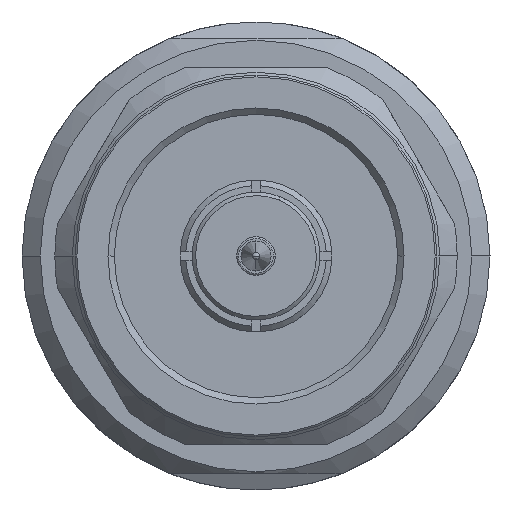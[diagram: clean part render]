
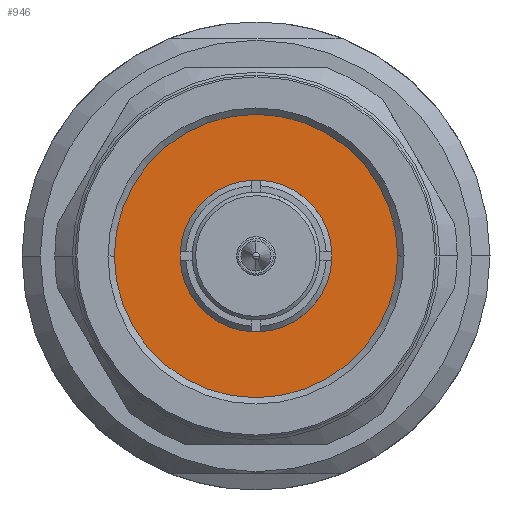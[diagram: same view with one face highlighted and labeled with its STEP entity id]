
A CAD part, left-side view. The second image highlights one B-rep face of the part: STEP entity #946.
In plain terms, the highlighted planar face has unit normal (-1, 0, 0).
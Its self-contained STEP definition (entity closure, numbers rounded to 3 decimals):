
#74 = DIRECTION ( 'NONE',  ( 0., 0., -1. ) ) ;
#120 = ORIENTED_EDGE ( 'NONE', *, *, #3754, .T. ) ;
#186 = VERTEX_POINT ( 'NONE', #3727 ) ;
#385 = FACE_OUTER_BOUND ( 'NONE', #4171, .T. ) ;
#450 = CIRCLE ( 'NONE', #3905, 4.15 ) ;
#549 = AXIS2_PLACEMENT_3D ( 'NONE', #3209, #1497, #74 ) ;
#628 = EDGE_LOOP ( 'NONE', ( #120, #3127 ) ) ;
#946 = ADVANCED_FACE ( 'NONE', ( #2795, #385 ), #4305, .F. ) ;
#1041 = CARTESIAN_POINT ( 'NONE',  ( 8.8, 0., 0. ) ) ;
#1129 = AXIS2_PLACEMENT_3D ( 'NONE', #3331, #1610, #4053 ) ;
#1258 = DIRECTION ( 'NONE',  ( 0., 0., 1. ) ) ;
#1497 = DIRECTION ( 'NONE',  ( 1., 0., 0. ) ) ;
#1610 = DIRECTION ( 'NONE',  ( 1., 0., 0. ) ) ;
#1955 = DIRECTION ( 'NONE',  ( 1., 0., 0. ) ) ;
#2025 = DIRECTION ( 'NONE',  ( 0., 0., -1. ) ) ;
#2040 = AXIS2_PLACEMENT_3D ( 'NONE', #2682, #1955, #1258 ) ;
#2068 = EDGE_CURVE ( 'NONE', #2713, #3958, #4252, .T. ) ;
#2099 = DIRECTION ( 'NONE',  ( 0., 0., -1. ) ) ;
#2154 = ORIENTED_EDGE ( 'NONE', *, *, #2068, .F. ) ;
#2303 = AXIS2_PLACEMENT_3D ( 'NONE', #4111, #4467, #2025 ) ;
#2361 = CIRCLE ( 'NONE', #2303, 4.15 ) ;
#2634 = CIRCLE ( 'NONE', #1129, 8. ) ;
#2682 = CARTESIAN_POINT ( 'NONE',  ( 8.8, 0., 0. ) ) ;
#2713 = VERTEX_POINT ( 'NONE', #3476 ) ;
#2770 = VERTEX_POINT ( 'NONE', #4254 ) ;
#2795 = FACE_BOUND ( 'NONE', #628, .T. ) ;
#3127 = ORIENTED_EDGE ( 'NONE', *, *, #3401, .T. ) ;
#3209 = CARTESIAN_POINT ( 'NONE',  ( 8.8, 4., 0. ) ) ;
#3331 = CARTESIAN_POINT ( 'NONE',  ( 8.8, 0., 0. ) ) ;
#3401 = EDGE_CURVE ( 'NONE', #186, #2770, #450, .T. ) ;
#3476 = CARTESIAN_POINT ( 'NONE',  ( 8.8, 0., -8. ) ) ;
#3727 = CARTESIAN_POINT ( 'NONE',  ( 8.8, -4.15, 0. ) ) ;
#3754 = EDGE_CURVE ( 'NONE', #2770, #186, #2361, .T. ) ;
#3799 = DIRECTION ( 'NONE',  ( 1., 0., 0. ) ) ;
#3905 = AXIS2_PLACEMENT_3D ( 'NONE', #1041, #3799, #2099 ) ;
#3925 = EDGE_CURVE ( 'NONE', #3958, #2713, #2634, .T. ) ;
#3958 = VERTEX_POINT ( 'NONE', #3988 ) ;
#3988 = CARTESIAN_POINT ( 'NONE',  ( 8.8, 0., 8. ) ) ;
#4053 = DIRECTION ( 'NONE',  ( 0., 0., 1. ) ) ;
#4111 = CARTESIAN_POINT ( 'NONE',  ( 8.8, 0., 0. ) ) ;
#4171 = EDGE_LOOP ( 'NONE', ( #4285, #2154 ) ) ;
#4252 = CIRCLE ( 'NONE', #2040, 8. ) ;
#4254 = CARTESIAN_POINT ( 'NONE',  ( 8.8, 4.15, 0. ) ) ;
#4285 = ORIENTED_EDGE ( 'NONE', *, *, #3925, .F. ) ;
#4305 = PLANE ( 'NONE',  #549 ) ;
#4467 = DIRECTION ( 'NONE',  ( 1., 0., 0. ) ) ;
